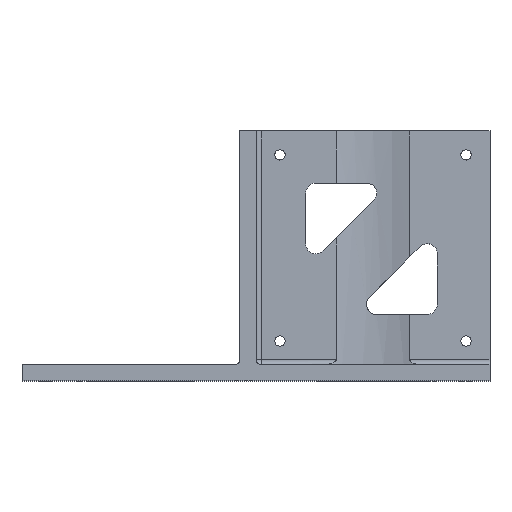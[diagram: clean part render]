
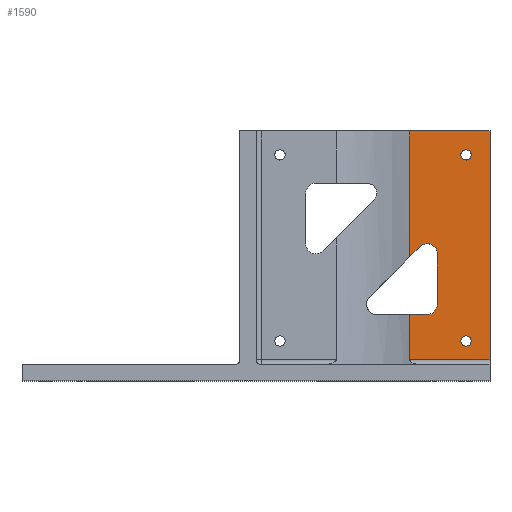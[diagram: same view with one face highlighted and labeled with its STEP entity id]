
A CAD part, top view. The second image highlights one B-rep face of the part: STEP entity #1590.
In plain terms, the highlighted planar face has unit normal (0, 0, 1).
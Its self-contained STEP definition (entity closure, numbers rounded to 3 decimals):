
#68 = DIRECTION ( 'NONE',  ( 1., 0., 0. ) ) ;
#111 = VERTEX_POINT ( 'NONE', #2745 ) ;
#276 = EDGE_CURVE ( 'NONE', #1596, #111, #885, .T. ) ;
#303 = VECTOR ( 'NONE', #2889, 1000. ) ;
#332 = DIRECTION ( 'NONE',  ( 1., 0., 0. ) ) ;
#333 = CARTESIAN_POINT ( 'NONE',  ( 41.525, 44.7, 0. ) ) ;
#350 = VECTOR ( 'NONE', #2269, 1000. ) ;
#381 = CARTESIAN_POINT ( 'NONE',  ( 41.525, 44.7, 0. ) ) ;
#385 = CARTESIAN_POINT ( 'NONE',  ( 30.425, -65.414, 0. ) ) ;
#395 = CARTESIAN_POINT ( 'NONE',  ( 42.55, 7.9, 0. ) ) ;
#427 = CARTESIAN_POINT ( 'NONE',  ( 33.838, 15.131, 0. ) ) ;
#434 = CARTESIAN_POINT ( 'NONE',  ( 0., 49.425, 0. ) ) ;
#435 = EDGE_CURVE ( 'NONE', #2673, #5016, #1301, .T. ) ;
#471 = FACE_OUTER_BOUND ( 'NONE', #1409, .T. ) ;
#475 = VERTEX_POINT ( 'NONE', #4533 ) ;
#512 = VECTOR ( 'NONE', #813, 1000. ) ;
#533 = VECTOR ( 'NONE', #1315, 1000. ) ;
#591 = CARTESIAN_POINT ( 'NONE',  ( 41.525, 7.9, 0. ) ) ;
#627 = VERTEX_POINT ( 'NONE', #395 ) ;
#628 = CARTESIAN_POINT ( 'NONE',  ( 33.838, 13.131, 0. ) ) ;
#714 = DIRECTION ( 'NONE',  ( 0., 0., 1. ) ) ;
#719 = LINE ( 'NONE', #5180, #1105 ) ;
#741 = ORIENTED_EDGE ( 'NONE', *, *, #4367, .T. ) ;
#813 = DIRECTION ( 'NONE',  ( 0., -1., 0. ) ) ;
#885 = LINE ( 'NONE', #2035, #533 ) ;
#927 = DIRECTION ( 'NONE',  ( 0., 0., -1. ) ) ;
#970 = VERTEX_POINT ( 'NONE', #1490 ) ;
#1040 = ORIENTED_EDGE ( 'NONE', *, *, #1043, .T. ) ;
#1043 = EDGE_CURVE ( 'NONE', #4110, #475, #5246, .T. ) ;
#1105 = VECTOR ( 'NONE', #5151, 1000. ) ;
#1217 = CARTESIAN_POINT ( 'NONE',  ( 30.425, 24.552, 0. ) ) ;
#1257 = EDGE_CURVE ( 'NONE', #627, #4601, #2147, .T. ) ;
#1283 = DIRECTION ( 'NONE',  ( 0., 0., 1. ) ) ;
#1300 = CARTESIAN_POINT ( 'NONE',  ( 0., 49.425, 0. ) ) ;
#1301 = CIRCLE ( 'NONE', #1735, 2. ) ;
#1315 = DIRECTION ( 'NONE',  ( 0., -1., 0. ) ) ;
#1321 = AXIS2_PLACEMENT_3D ( 'NONE', #333, #5115, #1943 ) ;
#1353 = FACE_BOUND ( 'NONE', #5027, .T. ) ;
#1396 = DIRECTION ( 'NONE',  ( 1., 0., 0. ) ) ;
#1409 = EDGE_LOOP ( 'NONE', ( #1489, #741, #5068, #2646, #2659, #3911, #3411, #1040, #2803, #2189 ) ) ;
#1422 = DIRECTION ( 'NONE',  ( 0., 0., 1. ) ) ;
#1427 = VERTEX_POINT ( 'NONE', #4417 ) ;
#1448 = CARTESIAN_POINT ( 'NONE',  ( 41.525, 7.9, 0. ) ) ;
#1489 = ORIENTED_EDGE ( 'NONE', *, *, #2361, .F. ) ;
#1490 = CARTESIAN_POINT ( 'NONE',  ( 42.55, 44.7, 0. ) ) ;
#1590 = ADVANCED_FACE ( 'NONE', ( #4523, #1353, #471 ), #2109, .F. ) ;
#1596 = VERTEX_POINT ( 'NONE', #2987 ) ;
#1620 = CIRCLE ( 'NONE', #1708, 1.025 ) ;
#1653 = ORIENTED_EDGE ( 'NONE', *, *, #3338, .F. ) ;
#1708 = AXIS2_PLACEMENT_3D ( 'NONE', #1448, #1852, #3465 ) ;
#1735 = AXIS2_PLACEMENT_3D ( 'NONE', #427, #1283, #4130 ) ;
#1809 = VECTOR ( 'NONE', #68, 1000. ) ;
#1835 = EDGE_CURVE ( 'NONE', #2484, #970, #2975, .T. ) ;
#1852 = DIRECTION ( 'NONE',  ( 0., 0., 1. ) ) ;
#1863 = ORIENTED_EDGE ( 'NONE', *, *, #5252, .F. ) ;
#1884 = CARTESIAN_POINT ( 'NONE',  ( 32.424, 26.551, 0. ) ) ;
#1932 = AXIS2_PLACEMENT_3D ( 'NONE', #3584, #714, #3555 ) ;
#1943 = DIRECTION ( 'NONE',  ( 1., 0., 0. ) ) ;
#2035 = CARTESIAN_POINT ( 'NONE',  ( 46.25, 49.425, 0. ) ) ;
#2090 = VECTOR ( 'NONE', #4087, 1000. ) ;
#2109 = PLANE ( 'NONE',  #3161 ) ;
#2147 = CIRCLE ( 'NONE', #2316, 1.025 ) ;
#2189 = ORIENTED_EDGE ( 'NONE', *, *, #276, .F. ) ;
#2269 = DIRECTION ( 'NONE',  ( 1., 0., 0. ) ) ;
#2300 = CARTESIAN_POINT ( 'NONE',  ( 30.425, 49.425, 0. ) ) ;
#2316 = AXIS2_PLACEMENT_3D ( 'NONE', #591, #1422, #1396 ) ;
#2361 = EDGE_CURVE ( 'NONE', #3793, #1596, #4936, .T. ) ;
#2434 = VECTOR ( 'NONE', #2957, 1000. ) ;
#2484 = VERTEX_POINT ( 'NONE', #3845 ) ;
#2590 = EDGE_CURVE ( 'NONE', #4110, #2673, #2644, .T. ) ;
#2616 = CIRCLE ( 'NONE', #1932, 2. ) ;
#2644 = LINE ( 'NONE', #628, #350 ) ;
#2646 = ORIENTED_EDGE ( 'NONE', *, *, #4897, .F. ) ;
#2659 = ORIENTED_EDGE ( 'NONE', *, *, #3357, .F. ) ;
#2673 = VERTEX_POINT ( 'NONE', #3687 ) ;
#2732 = VERTEX_POINT ( 'NONE', #1217 ) ;
#2733 = EDGE_LOOP ( 'NONE', ( #1863, #4604 ) ) ;
#2745 = CARTESIAN_POINT ( 'NONE',  ( 46.25, 4.175, 0. ) ) ;
#2803 = ORIENTED_EDGE ( 'NONE', *, *, #5010, .T. ) ;
#2889 = DIRECTION ( 'NONE',  ( 0., -1., 0. ) ) ;
#2957 = DIRECTION ( 'NONE',  ( 1., 0., 0. ) ) ;
#2975 = CIRCLE ( 'NONE', #3553, 1.025 ) ;
#2987 = CARTESIAN_POINT ( 'NONE',  ( 46.25, 49.425, 0. ) ) ;
#3145 = LINE ( 'NONE', #4037, #2434 ) ;
#3161 = AXIS2_PLACEMENT_3D ( 'NONE', #1300, #927, #4492 ) ;
#3271 = CARTESIAN_POINT ( 'NONE',  ( 35.838, 15.131, 0. ) ) ;
#3291 = LINE ( 'NONE', #4903, #303 ) ;
#3338 = EDGE_CURVE ( 'NONE', #4601, #627, #1620, .T. ) ;
#3357 = EDGE_CURVE ( 'NONE', #5016, #1427, #719, .T. ) ;
#3411 = ORIENTED_EDGE ( 'NONE', *, *, #2590, .F. ) ;
#3465 = DIRECTION ( 'NONE',  ( 1., 0., 0. ) ) ;
#3553 = AXIS2_PLACEMENT_3D ( 'NONE', #381, #4387, #332 ) ;
#3555 = DIRECTION ( 'NONE',  ( -1., 0., 0. ) ) ;
#3584 = CARTESIAN_POINT ( 'NONE',  ( 33.838, 25.137, 0. ) ) ;
#3626 = LINE ( 'NONE', #4467, #2090 ) ;
#3687 = CARTESIAN_POINT ( 'NONE',  ( 33.838, 13.131, 0. ) ) ;
#3783 = CIRCLE ( 'NONE', #1321, 1.025 ) ;
#3793 = VERTEX_POINT ( 'NONE', #2300 ) ;
#3845 = CARTESIAN_POINT ( 'NONE',  ( 40.5, 44.7, 0. ) ) ;
#3911 = ORIENTED_EDGE ( 'NONE', *, *, #435, .F. ) ;
#4037 = CARTESIAN_POINT ( 'NONE',  ( 46.25, 4.175, 0. ) ) ;
#4087 = DIRECTION ( 'NONE',  ( -0.707, -0.707, 0. ) ) ;
#4110 = VERTEX_POINT ( 'NONE', #5066 ) ;
#4130 = DIRECTION ( 'NONE',  ( 1., 0., 0. ) ) ;
#4203 = VERTEX_POINT ( 'NONE', #1884 ) ;
#4367 = EDGE_CURVE ( 'NONE', #3793, #2732, #3291, .T. ) ;
#4387 = DIRECTION ( 'NONE',  ( 0., 0., 1. ) ) ;
#4417 = CARTESIAN_POINT ( 'NONE',  ( 35.838, 25.137, 0. ) ) ;
#4467 = CARTESIAN_POINT ( 'NONE',  ( 22.419, 16.546, 0. ) ) ;
#4492 = DIRECTION ( 'NONE',  ( -1., 0., 0. ) ) ;
#4523 = FACE_BOUND ( 'NONE', #2733, .T. ) ;
#4533 = CARTESIAN_POINT ( 'NONE',  ( 30.425, 4.175, 0. ) ) ;
#4601 = VERTEX_POINT ( 'NONE', #4776 ) ;
#4604 = ORIENTED_EDGE ( 'NONE', *, *, #1835, .F. ) ;
#4776 = CARTESIAN_POINT ( 'NONE',  ( 40.5, 7.9, 0. ) ) ;
#4785 = ORIENTED_EDGE ( 'NONE', *, *, #1257, .F. ) ;
#4897 = EDGE_CURVE ( 'NONE', #1427, #4203, #2616, .T. ) ;
#4903 = CARTESIAN_POINT ( 'NONE',  ( 30.425, -65.414, 0. ) ) ;
#4936 = LINE ( 'NONE', #434, #1809 ) ;
#5010 = EDGE_CURVE ( 'NONE', #475, #111, #3145, .T. ) ;
#5016 = VERTEX_POINT ( 'NONE', #3271 ) ;
#5027 = EDGE_LOOP ( 'NONE', ( #4785, #1653 ) ) ;
#5063 = EDGE_CURVE ( 'NONE', #4203, #2732, #3626, .T. ) ;
#5066 = CARTESIAN_POINT ( 'NONE',  ( 30.425, 13.131, 0. ) ) ;
#5068 = ORIENTED_EDGE ( 'NONE', *, *, #5063, .F. ) ;
#5115 = DIRECTION ( 'NONE',  ( 0., 0., 1. ) ) ;
#5151 = DIRECTION ( 'NONE',  ( 0., 1., 0. ) ) ;
#5180 = CARTESIAN_POINT ( 'NONE',  ( 35.838, 15.131, 0. ) ) ;
#5246 = LINE ( 'NONE', #385, #512 ) ;
#5252 = EDGE_CURVE ( 'NONE', #970, #2484, #3783, .T. ) ;
